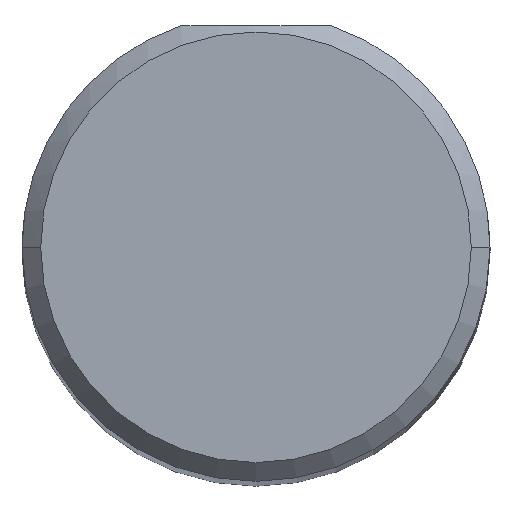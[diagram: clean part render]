
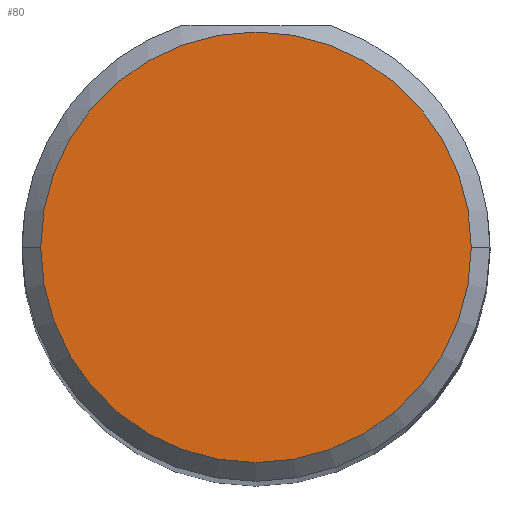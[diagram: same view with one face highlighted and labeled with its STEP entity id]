
A CAD part, top view. The second image highlights one B-rep face of the part: STEP entity #80.
In plain terms, the highlighted planar face has unit normal (0, 0, 1).
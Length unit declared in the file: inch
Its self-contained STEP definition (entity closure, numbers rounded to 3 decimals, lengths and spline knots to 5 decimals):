
#5 = DIRECTION ( 'NONE',  ( -1., 0., 0. ) ) ;
#6 = AXIS2_PLACEMENT_3D ( 'NONE', #15, #117, #341 ) ;
#7 = ORIENTED_EDGE ( 'NONE', *, *, #677, .F. ) ;
#15 = CARTESIAN_POINT ( 'NONE',  ( 0.75, 0., 2.5 ) ) ;
#32 = CARTESIAN_POINT ( 'NONE',  ( 0.5775, 0., 2.5 ) ) ;
#47 = VERTEX_POINT ( 'NONE', #335 ) ;
#66 = CIRCLE ( 'NONE', #6, 0.1725 ) ;
#80 = ADVANCED_FACE ( 'NONE', ( #127 ), #509, .T. ) ;
#117 = DIRECTION ( 'NONE',  ( 0., 0., -1. ) ) ;
#127 = FACE_OUTER_BOUND ( 'NONE', #676, .T. ) ;
#130 = VERTEX_POINT ( 'NONE', #32 ) ;
#156 = EDGE_CURVE ( 'NONE', #47, #130, #66, .T. ) ;
#325 = AXIS2_PLACEMENT_3D ( 'NONE', #467, #457, #5 ) ;
#333 = AXIS2_PLACEMENT_3D ( 'NONE', #360, #691, #639 ) ;
#335 = CARTESIAN_POINT ( 'NONE',  ( 0.9225, 0., 2.5 ) ) ;
#341 = DIRECTION ( 'NONE',  ( -1., 0., 0. ) ) ;
#360 = CARTESIAN_POINT ( 'NONE',  ( 0.75, 0., 2.5 ) ) ;
#457 = DIRECTION ( 'NONE',  ( 0., 0., 1. ) ) ;
#463 = ORIENTED_EDGE ( 'NONE', *, *, #156, .F. ) ;
#466 = CIRCLE ( 'NONE', #333, 0.1725 ) ;
#467 = CARTESIAN_POINT ( 'NONE',  ( 0.75, 0., 2.5 ) ) ;
#509 = PLANE ( 'NONE',  #325 ) ;
#639 = DIRECTION ( 'NONE',  ( -1., 0., 0. ) ) ;
#676 = EDGE_LOOP ( 'NONE', ( #463, #7 ) ) ;
#677 = EDGE_CURVE ( 'NONE', #130, #47, #466, .T. ) ;
#691 = DIRECTION ( 'NONE',  ( 0., 0., -1. ) ) ;
